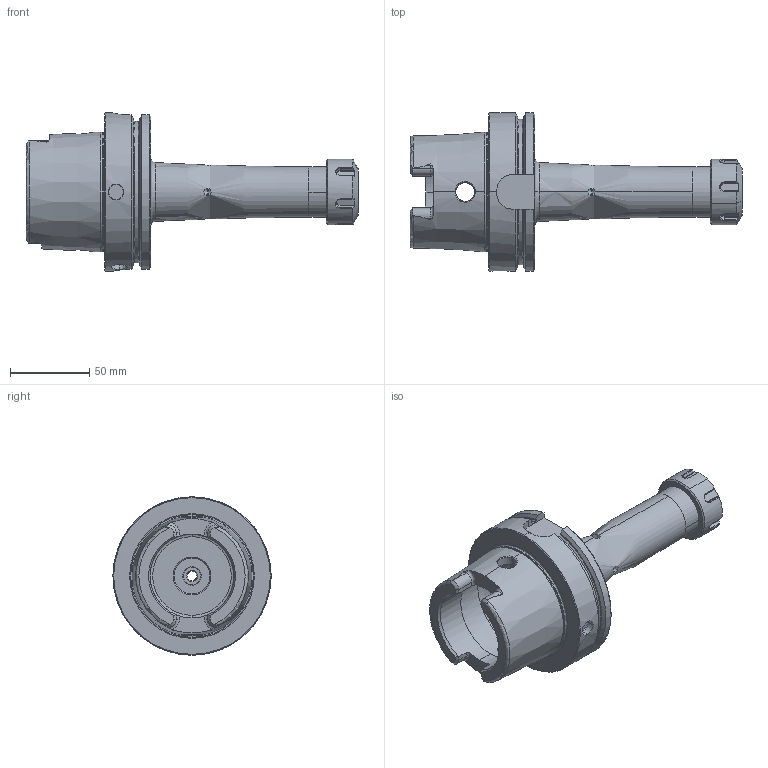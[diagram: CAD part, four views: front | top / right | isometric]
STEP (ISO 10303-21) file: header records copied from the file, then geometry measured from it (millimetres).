
FILE_DESCRIPTION (( 'STEP AP203' ), '1' );
FILE_NAME ('HA0.E25.K01.160.STEP', '2018-02-16T10:50:24', ( 'SWIAdmin' ), ( 'Hewlett-Packard Company' ), 'SwSTEP 2.0', 'SolidWorks 2017', '' );
FILE_SCHEMA (( 'CONFIG_CONTROL_DESIGN' ));
Length unit declared in the file: millimetre
Products named in the file (4): E25-ER1.001.020; HA0.E25.K01.160; HA0-E25.K01.160_C_Fertigbearbeitung; ERU-AN5.K01.020_A
Assembly tree (3 placements, depth 2):
  HA0.E25.K01.160
    HA0-E25.K01.160_C_Fertigbearbeitung
    ERU-AN5.K01.020_A
    E25-ER1.001.020
Bounding box: 209.9 x 100 x 100 mm (x, y, z)
Volume: 351395.7 mm3; surface area: 74910.2 mm2
Topology: 3 solids, 3 shells, 331 faces, 836 edges, 509 vertices
Faces by surface type: plane 126, cylinder 81, cone 77, torus 43, bspline 4
Entity records: 12212 total; most frequent: CARTESIAN_POINT 4078, ORIENTED_EDGE 1656, DIRECTION 1590, EDGE_CURVE 828, AXIS2_PLACEMENT_3D 625, VERTEX_POINT 509, EDGE_LOOP 347, LINE 340
